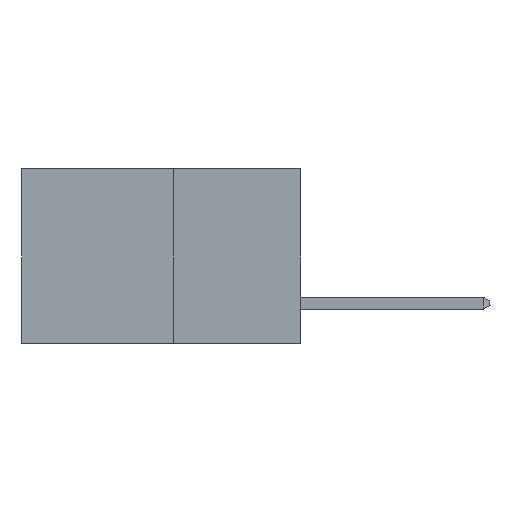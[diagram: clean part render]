
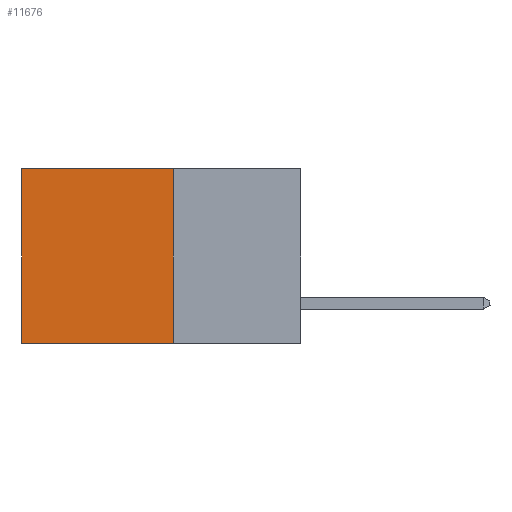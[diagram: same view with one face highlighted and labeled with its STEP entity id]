
A CAD part, left-side view. The second image highlights one B-rep face of the part: STEP entity #11676.
In plain terms, the highlighted planar face has unit normal (-1, 0, 0).
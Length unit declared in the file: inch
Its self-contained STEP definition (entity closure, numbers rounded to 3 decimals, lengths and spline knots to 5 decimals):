
#393 = EDGE_CURVE ( 'NONE', #15167, #13250, #10729, .T. ) ;
#467 = ORIENTED_EDGE ( 'NONE', *, *, #9083, .T. ) ;
#1195 = LINE ( 'NONE', #7459, #12914 ) ;
#1527 = ORIENTED_EDGE ( 'NONE', *, *, #393, .T. ) ;
#1767 = CARTESIAN_POINT ( 'NONE',  ( 0.277, 0.27, 0. ) ) ;
#2706 = CARTESIAN_POINT ( 'NONE',  ( 0.277, 0.59, -0.37 ) ) ;
#3032 = DIRECTION ( 'NONE',  ( 0., 1., 0. ) ) ;
#3300 = LINE ( 'NONE', #7877, #10652 ) ;
#3588 = PLANE ( 'NONE',  #4760 ) ;
#4695 = CARTESIAN_POINT ( 'NONE',  ( 0.277, 0.27, 0. ) ) ;
#4760 = AXIS2_PLACEMENT_3D ( 'NONE', #7939, #5063, #15269 ) ;
#5063 = DIRECTION ( 'NONE',  ( 1., 0., 0. ) ) ;
#5255 = EDGE_LOOP ( 'NONE', ( #467, #9361, #10641, #1527 ) ) ;
#5722 = FACE_OUTER_BOUND ( 'NONE', #5255, .T. ) ;
#5903 = VECTOR ( 'NONE', #10528, 39.37008 ) ;
#6461 = DIRECTION ( 'NONE',  ( 0., 0., -1. ) ) ;
#6892 = LINE ( 'NONE', #8465, #14227 ) ;
#7136 = VERTEX_POINT ( 'NONE', #2706 ) ;
#7459 = CARTESIAN_POINT ( 'NONE',  ( 0.277, 0.27, -0.37 ) ) ;
#7877 = CARTESIAN_POINT ( 'NONE',  ( 0.277, 0.59, -0.37 ) ) ;
#7939 = CARTESIAN_POINT ( 'NONE',  ( 0.277, 0.27, -0.37 ) ) ;
#8465 = CARTESIAN_POINT ( 'NONE',  ( 0.277, 0.27, -0.37 ) ) ;
#9083 = EDGE_CURVE ( 'NONE', #13250, #7136, #3300, .T. ) ;
#9361 = ORIENTED_EDGE ( 'NONE', *, *, #16400, .F. ) ;
#9950 = DIRECTION ( 'NONE',  ( 0., 0., -1. ) ) ;
#10528 = DIRECTION ( 'NONE',  ( 0., 1., 0. ) ) ;
#10544 = EDGE_CURVE ( 'NONE', #15167, #16608, #6892, .T. ) ;
#10641 = ORIENTED_EDGE ( 'NONE', *, *, #10544, .F. ) ;
#10652 = VECTOR ( 'NONE', #6461, 39.37008 ) ;
#10729 = LINE ( 'NONE', #4695, #5903 ) ;
#11676 = ADVANCED_FACE ( 'NONE', ( #5722 ), #3588, .F. ) ;
#12914 = VECTOR ( 'NONE', #3032, 39.37008 ) ;
#13250 = VERTEX_POINT ( 'NONE', #18965 ) ;
#13777 = CARTESIAN_POINT ( 'NONE',  ( 0.277, 0.27, -0.37 ) ) ;
#14227 = VECTOR ( 'NONE', #9950, 39.37008 ) ;
#15167 = VERTEX_POINT ( 'NONE', #1767 ) ;
#15269 = DIRECTION ( 'NONE',  ( 0., 0., -1. ) ) ;
#16400 = EDGE_CURVE ( 'NONE', #16608, #7136, #1195, .T. ) ;
#16608 = VERTEX_POINT ( 'NONE', #13777 ) ;
#18965 = CARTESIAN_POINT ( 'NONE',  ( 0.277, 0.59, 0. ) ) ;
